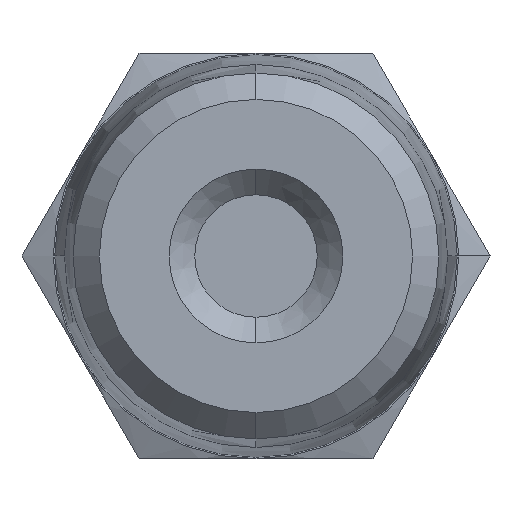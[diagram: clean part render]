
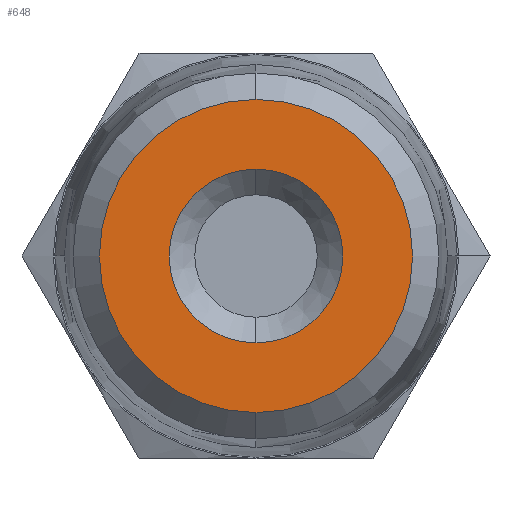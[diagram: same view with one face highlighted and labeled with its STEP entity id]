
A CAD part, front view. The second image highlights one B-rep face of the part: STEP entity #648.
In plain terms, the highlighted planar face has unit normal (0, -1, 0).
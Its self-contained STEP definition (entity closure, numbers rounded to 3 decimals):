
#648=ADVANCED_FACE('NONE',(#1405,#1406),#1407,.T.);
#1405=FACE_OUTER_BOUND('',#2340,.T.);
#1406=FACE_BOUND('',#2341,.T.);
#1407=PLANE('',#2342);
#2340=EDGE_LOOP('',(#4170,#4171));
#2341=EDGE_LOOP('',(#4172,#4173));
#2342=AXIS2_PLACEMENT_3D('',#4174,#4175,#4176);
#4170=ORIENTED_EDGE('',*,*,#5935,.F.);
#4171=ORIENTED_EDGE('',*,*,#5719,.F.);
#4172=ORIENTED_EDGE('',*,*,#5986,.T.);
#4173=ORIENTED_EDGE('',*,*,#5469,.T.);
#4174=CARTESIAN_POINT('',(0.,-11.0,0.0));
#4175=DIRECTION('',(0.0,-1.0,0.0));
#4176=DIRECTION('',(0.0,0.0,-1.0));
#5469=EDGE_CURVE('NONE',#6519,#6523,#6525,.T.);
#5719=EDGE_CURVE('NONE',#6947,#6950,#6951,.T.);
#5935=EDGE_CURVE('NONE',#6950,#6947,#7284,.T.);
#5986=EDGE_CURVE('NONE',#6523,#6519,#7362,.T.);
#6519=VERTEX_POINT('NONE',#8045);
#6523=VERTEX_POINT('NONE',#8050);
#6525=CIRCLE('',#8053,3.);
#6947=VERTEX_POINT('NONE',#8651);
#6950=VERTEX_POINT('NONE',#8655);
#6951=CIRCLE('',#8656,5.409);
#7284=CIRCLE('',#9145,5.409);
#7362=CIRCLE('',#9257,3.);
#8045=CARTESIAN_POINT('',(0.,-11.,3.));
#8050=CARTESIAN_POINT('',(0.0,-11.,-3.));
#8053=AXIS2_PLACEMENT_3D('',#10199,#10200,#10201);
#8651=CARTESIAN_POINT('',(0.,-11.,-5.409));
#8655=CARTESIAN_POINT('',(0.0,-11.,5.409));
#8656=AXIS2_PLACEMENT_3D('',#10460,#10461,#10462);
#9145=AXIS2_PLACEMENT_3D('',#10682,#10683,#10684);
#9257=AXIS2_PLACEMENT_3D('',#10734,#10735,#10736);
#10199=CARTESIAN_POINT('',(0.0,-11.,0.0));
#10200=DIRECTION('',(0.0,1.0,0.0));
#10201=DIRECTION('',(0.0,0.0,-1.0));
#10460=CARTESIAN_POINT('',(0.0,-11.,0.0));
#10461=DIRECTION('',(-0.0,1.0,0.0));
#10462=DIRECTION('',(0.0,0.0,1.0));
#10682=CARTESIAN_POINT('',(0.0,-11.,0.0));
#10683=DIRECTION('',(-0.0,1.0,0.0));
#10684=DIRECTION('',(0.0,0.0,1.0));
#10734=CARTESIAN_POINT('',(0.0,-11.,0.0));
#10735=DIRECTION('',(0.0,1.0,0.0));
#10736=DIRECTION('',(0.0,0.0,-1.0));
